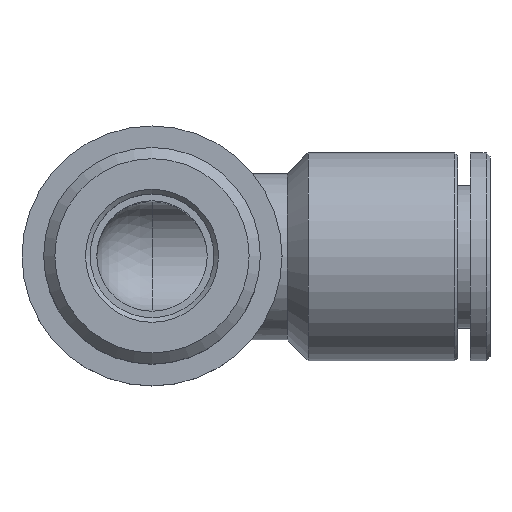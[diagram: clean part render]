
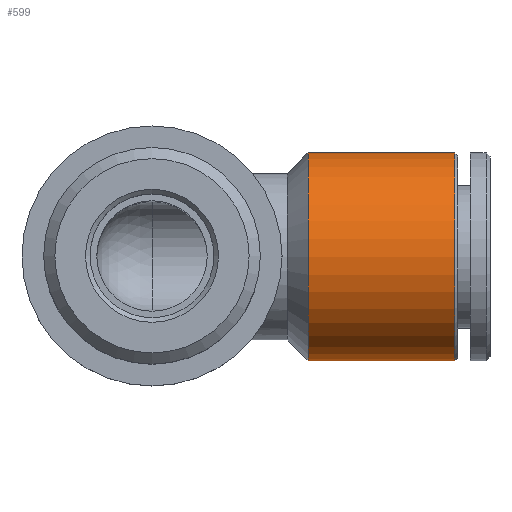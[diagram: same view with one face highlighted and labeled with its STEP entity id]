
A CAD part, top view. The second image highlights one B-rep face of the part: STEP entity #599.
In plain terms, the highlighted cylindrical face has radius 8 mm (diameter 16 mm), a full revolution.
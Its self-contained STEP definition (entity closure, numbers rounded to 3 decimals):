
#210=ORIENTED_EDGE('',*,*,#303,.F.);
#211=ORIENTED_EDGE('',*,*,#302,.T.);
#302=EDGE_CURVE('',#356,#356,#395,.T.);
#303=EDGE_CURVE('',#357,#357,#396,.T.);
#356=VERTEX_POINT('',#1113);
#357=VERTEX_POINT('',#1116);
#395=CIRCLE('',#687,8.);
#396=CIRCLE('',#689,8.);
#452=EDGE_LOOP('',(#210));
#453=EDGE_LOOP('',(#211));
#525=FACE_BOUND('',#452,.T.);
#526=FACE_BOUND('',#453,.T.);
#562=CYLINDRICAL_SURFACE('',#688,8.);
#599=ADVANCED_FACE('',(#525,#526),#562,.T.);
#687=AXIS2_PLACEMENT_3D('',#1112,#844,#845);
#688=AXIS2_PLACEMENT_3D('',#1114,#846,#847);
#689=AXIS2_PLACEMENT_3D('',#1115,#848,#849);
#844=DIRECTION('',(1.,0.,0.));
#845=DIRECTION('',(0.,0.,-1.));
#846=DIRECTION('',(1.,0.,0.));
#847=DIRECTION('',(0.,0.,-1.));
#848=DIRECTION('',(1.,0.,0.));
#849=DIRECTION('',(0.,0.,-1.));
#1112=CARTESIAN_POINT('',(12.,0.,-35.5));
#1113=CARTESIAN_POINT('',(12.,0.,-43.5));
#1114=CARTESIAN_POINT('',(26.,0.,-35.5));
#1115=CARTESIAN_POINT('',(23.288,0.,-35.5));
#1116=CARTESIAN_POINT('',(23.288,0.,-43.5));
